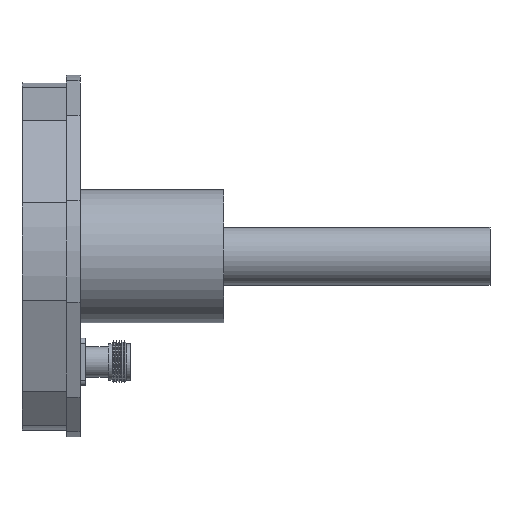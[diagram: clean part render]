
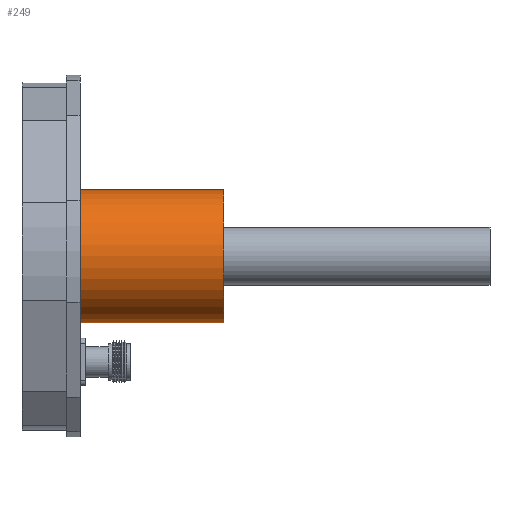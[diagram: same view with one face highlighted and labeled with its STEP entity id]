
A CAD part, left-side view. The second image highlights one B-rep face of the part: STEP entity #249.
In plain terms, the highlighted cylindrical face has radius 24.764 mm (diameter 49.529 mm), a partial arc.
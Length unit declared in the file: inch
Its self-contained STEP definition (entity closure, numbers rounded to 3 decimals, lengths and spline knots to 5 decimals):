
#8 = DIRECTION ( 'NONE',  ( 0., -1., 0. ) ) ;
#61 = AXIS2_PLACEMENT_3D ( 'NONE', #2604, #3347, #4049 ) ;
#91 = EDGE_CURVE ( 'NONE', #1554, #453, #1974, .T. ) ;
#228 = CYLINDRICAL_SURFACE ( 'NONE', #3497, 0.97498 ) ;
#249 = ADVANCED_FACE ( 'NONE', ( #4690 ), #228, .T. ) ;
#442 = CARTESIAN_POINT ( 'NONE',  ( 0., -0.2, 0.97498 ) ) ;
#453 = VERTEX_POINT ( 'NONE', #4614 ) ;
#542 = VECTOR ( 'NONE', #4582, 39.37008 ) ;
#635 = VECTOR ( 'NONE', #3255, 39.37008 ) ;
#743 = DIRECTION ( 'NONE',  ( 0., 0., -1. ) ) ;
#760 = ORIENTED_EDGE ( 'NONE', *, *, #2051, .F. ) ;
#1307 = EDGE_LOOP ( 'NONE', ( #760, #3194, #1677, #1749 ) ) ;
#1382 = CARTESIAN_POINT ( 'NONE',  ( 0., -2.3, 0.97498 ) ) ;
#1554 = VERTEX_POINT ( 'NONE', #442 ) ;
#1671 = CARTESIAN_POINT ( 'NONE',  ( 0., -2.3, 0. ) ) ;
#1677 = ORIENTED_EDGE ( 'NONE', *, *, #2512, .T. ) ;
#1749 = ORIENTED_EDGE ( 'NONE', *, *, #91, .T. ) ;
#1770 = CARTESIAN_POINT ( 'NONE',  ( 0., -2.3, -0.97498 ) ) ;
#1974 = CIRCLE ( 'NONE', #3379, 0.97498 ) ;
#2051 = EDGE_CURVE ( 'NONE', #3107, #453, #2840, .T. ) ;
#2377 = CARTESIAN_POINT ( 'NONE',  ( 0., -2.3, 0.97498 ) ) ;
#2512 = EDGE_CURVE ( 'NONE', #2665, #1554, #3841, .T. ) ;
#2604 = CARTESIAN_POINT ( 'NONE',  ( 0., -2.3, 0. ) ) ;
#2665 = VERTEX_POINT ( 'NONE', #1382 ) ;
#2840 = LINE ( 'NONE', #1770, #635 ) ;
#2867 = CARTESIAN_POINT ( 'NONE',  ( 0., -2.3, -0.97498 ) ) ;
#3107 = VERTEX_POINT ( 'NONE', #2867 ) ;
#3194 = ORIENTED_EDGE ( 'NONE', *, *, #4836, .F. ) ;
#3255 = DIRECTION ( 'NONE',  ( 0., 1., 0. ) ) ;
#3347 = DIRECTION ( 'NONE',  ( 0., -1., 0. ) ) ;
#3379 = AXIS2_PLACEMENT_3D ( 'NONE', #4508, #8, #743 ) ;
#3497 = AXIS2_PLACEMENT_3D ( 'NONE', #1671, #3944, #3642 ) ;
#3642 = DIRECTION ( 'NONE',  ( 0., 0., 1. ) ) ;
#3841 = LINE ( 'NONE', #2377, #542 ) ;
#3944 = DIRECTION ( 'NONE',  ( 0., 1., 0. ) ) ;
#4005 = CIRCLE ( 'NONE', #61, 0.97498 ) ;
#4049 = DIRECTION ( 'NONE',  ( 0., 0., -1. ) ) ;
#4508 = CARTESIAN_POINT ( 'NONE',  ( 0., -0.2, 0. ) ) ;
#4582 = DIRECTION ( 'NONE',  ( 0., 1., 0. ) ) ;
#4614 = CARTESIAN_POINT ( 'NONE',  ( 0., -0.2, -0.97498 ) ) ;
#4690 = FACE_OUTER_BOUND ( 'NONE', #1307, .T. ) ;
#4836 = EDGE_CURVE ( 'NONE', #2665, #3107, #4005, .T. ) ;
